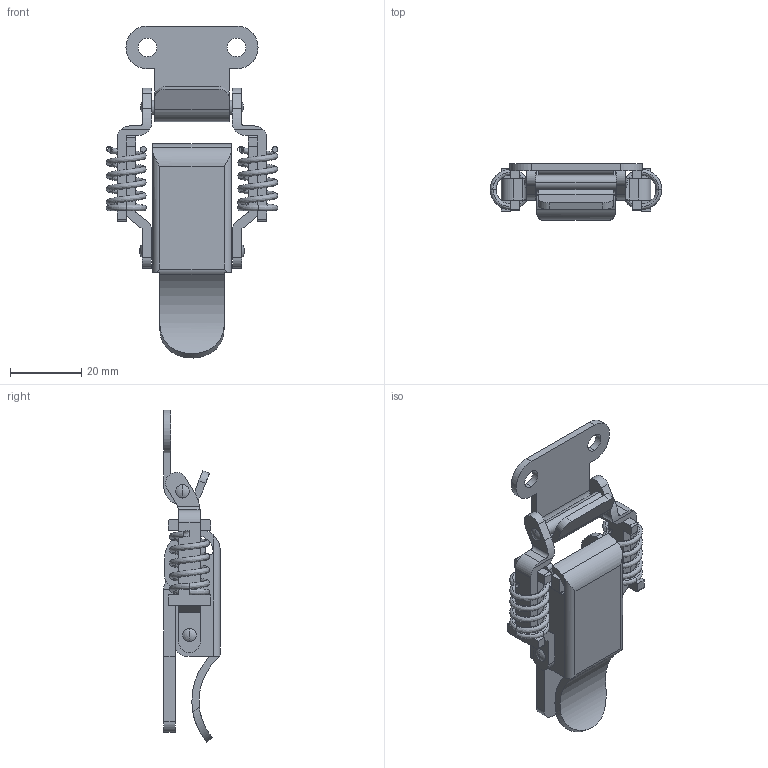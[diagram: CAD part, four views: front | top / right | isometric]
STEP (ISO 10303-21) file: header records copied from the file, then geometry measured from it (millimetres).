
FILE_DESCRIPTION( (''), '2;1');
FILE_NAME ('PC007.51580.TL_207_1_12482.stp','2025-06-13T09:46:14',(''),(''),'spGate 19.8.4 (****-****-****-****)','','');
FILE_SCHEMA (('AUTOMOTIVE_DESIGN'));
Length unit declared in the file: millimetre
Products named in the file (7): Assembly; ベース; レバー; スプリング; アームA; アームB; TL_176Z_4
Assembly tree (7 placements, depth 2):
  Assembly
    ベース
    レバー
    スプリング  x2
    アームA
    アームB
    TL_176Z_4
Bounding box: 48 x 15.8 x 92.97 mm (x, y, z)
Volume: 12979.7 mm3; surface area: 14592 mm2
Topology: 9 solids, 9 shells, 232 faces, 623 edges, 407 vertices
Faces by surface type: plane 119, cylinder 79, bspline 26, sphere 8
Entity records: 12708 total; most frequent: CARTESIAN_POINT 2609, ORIENTED_EDGE 1154, DIRECTION 1100, COLOUR_RGB 798, PRESENTATION_STYLE_ASSIGNMENT 798, STYLED_ITEM 798, EDGE_CURVE 577, DRAUGHTING_PRE_DEFINED_CURVE_FONT 577
